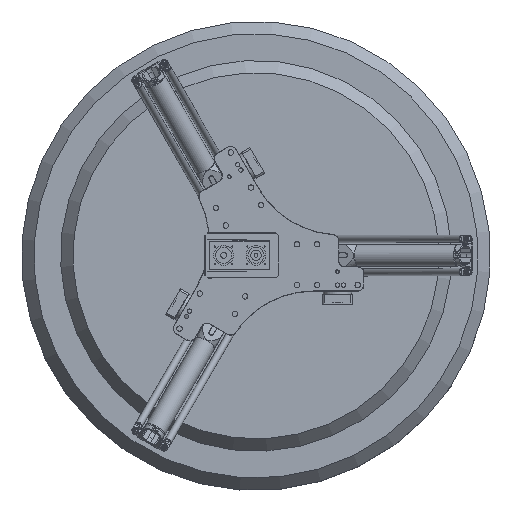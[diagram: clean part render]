
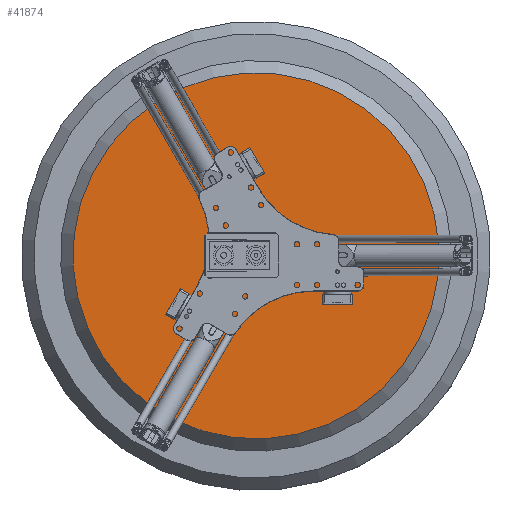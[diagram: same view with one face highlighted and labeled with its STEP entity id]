
A CAD part, top view. The second image highlights one B-rep face of the part: STEP entity #41874.
In plain terms, the highlighted face is planar.
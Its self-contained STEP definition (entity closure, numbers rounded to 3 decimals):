
#12166=FACE_OUTER_BOUND('',#15007,.T.);
#15007=EDGE_LOOP('',(#38218));
#17009=CIRCLE('',#46714,741.8);
#20730=VERTEX_POINT('',#85229);
#26559=EDGE_CURVE('',#20730,#20730,#17009,.T.);
#38218=ORIENTED_EDGE('',*,*,#26559,.T.);
#39424=PLANE('',#46719);
#41874=ADVANCED_FACE('',(#12166),#39424,.T.);
#46714=AXIS2_PLACEMENT_3D('',#85231,#58592,#58593);
#46719=AXIS2_PLACEMENT_3D('',#85239,#58602,#58603);
#58592=DIRECTION('center_axis',(0.,0.,-1.));
#58593=DIRECTION('ref_axis',(0.,-1.,0.));
#58602=DIRECTION('center_axis',(0.,0.,-1.));
#58603=DIRECTION('ref_axis',(-1.,0.,0.));
#85229=CARTESIAN_POINT('',(0.,741.8,0.));
#85231=CARTESIAN_POINT('Origin',(0.,0.,0.));
#85239=CARTESIAN_POINT('Origin',(0.,-791.8,0.));
